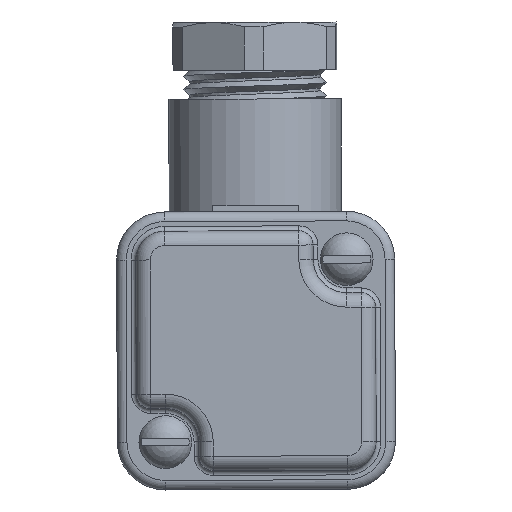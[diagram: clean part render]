
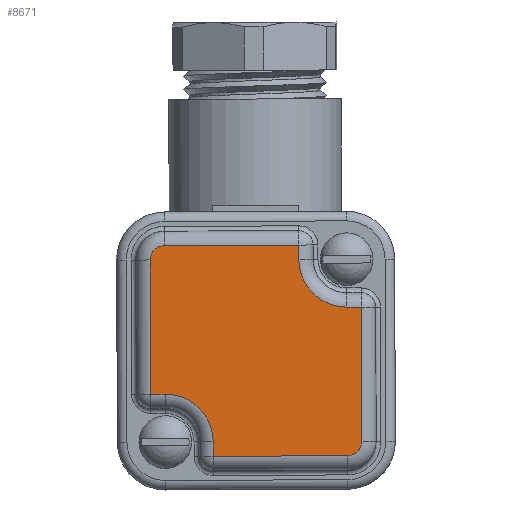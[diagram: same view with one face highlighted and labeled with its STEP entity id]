
A CAD part, left-side view. The second image highlights one B-rep face of the part: STEP entity #8671.
In plain terms, the highlighted face is planar.
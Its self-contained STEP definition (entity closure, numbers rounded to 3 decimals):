
#569=PLANE('',#10630);
#1082=LINE('',#19477,#1720);
#1083=LINE('',#19479,#1721);
#1084=LINE('',#19483,#1722);
#1085=LINE('',#19485,#1723);
#1086=LINE('',#19489,#1724);
#1087=LINE('',#19491,#1725);
#1088=LINE('',#19495,#1726);
#1089=LINE('',#19497,#1727);
#1720=VECTOR('',#12675,1000.);
#1721=VECTOR('',#12676,1000.);
#1722=VECTOR('',#12679,1000.);
#1723=VECTOR('',#12680,1000.);
#1724=VECTOR('',#12683,1000.);
#1725=VECTOR('',#12684,1000.);
#1726=VECTOR('',#12687,1000.);
#1727=VECTOR('',#12688,1000.);
#3340=ORIENTED_EDGE('',*,*,#5083,.T.);
#3341=ORIENTED_EDGE('',*,*,#5084,.T.);
#3342=ORIENTED_EDGE('',*,*,#5085,.T.);
#3343=ORIENTED_EDGE('',*,*,#5086,.T.);
#3344=ORIENTED_EDGE('',*,*,#5087,.T.);
#3345=ORIENTED_EDGE('',*,*,#5088,.T.);
#3346=ORIENTED_EDGE('',*,*,#5089,.T.);
#3347=ORIENTED_EDGE('',*,*,#5090,.T.);
#3348=ORIENTED_EDGE('',*,*,#5091,.T.);
#3349=ORIENTED_EDGE('',*,*,#5092,.T.);
#3350=ORIENTED_EDGE('',*,*,#5093,.T.);
#3351=ORIENTED_EDGE('',*,*,#5094,.T.);
#5083=EDGE_CURVE('',#6077,#6078,#6627,.T.);
#5084=EDGE_CURVE('',#6078,#6079,#1082,.T.);
#5085=EDGE_CURVE('',#6079,#6080,#1083,.F.);
#5086=EDGE_CURVE('',#6080,#6081,#6628,.F.);
#5087=EDGE_CURVE('',#6081,#6082,#1084,.F.);
#5088=EDGE_CURVE('',#6082,#6083,#1085,.F.);
#5089=EDGE_CURVE('',#6083,#6084,#6629,.T.);
#5090=EDGE_CURVE('',#6084,#6085,#1086,.F.);
#5091=EDGE_CURVE('',#6085,#6086,#1087,.T.);
#5092=EDGE_CURVE('',#6086,#6087,#6630,.F.);
#5093=EDGE_CURVE('',#6087,#6088,#1088,.T.);
#5094=EDGE_CURVE('',#6088,#6077,#1089,.T.);
#6077=VERTEX_POINT('',#19475);
#6078=VERTEX_POINT('',#19476);
#6079=VERTEX_POINT('',#19478);
#6080=VERTEX_POINT('',#19480);
#6081=VERTEX_POINT('',#19482);
#6082=VERTEX_POINT('',#19484);
#6083=VERTEX_POINT('',#19486);
#6084=VERTEX_POINT('',#19488);
#6085=VERTEX_POINT('',#19490);
#6086=VERTEX_POINT('',#19492);
#6087=VERTEX_POINT('',#19494);
#6088=VERTEX_POINT('',#19496);
#6627=CIRCLE('',#10631,1.5);
#6628=CIRCLE('',#10632,5.);
#6629=CIRCLE('',#10633,1.5);
#6630=CIRCLE('',#10634,5.);
#7245=EDGE_LOOP('',(#3340,#3341,#3342,#3343,#3344,#3345,#3346,#3347,#3348,
#3349,#3350,#3351));
#7933=FACE_BOUND('',#7245,.T.);
#8671=ADVANCED_FACE('',(#7933),#569,.T.);
#10630=AXIS2_PLACEMENT_3D('',#19473,#12671,#12672);
#10631=AXIS2_PLACEMENT_3D('',#19474,#12673,#12674);
#10632=AXIS2_PLACEMENT_3D('',#19481,#12677,#12678);
#10633=AXIS2_PLACEMENT_3D('',#19487,#12681,#12682);
#10634=AXIS2_PLACEMENT_3D('',#19493,#12685,#12686);
#12671=DIRECTION('',(0.,-1.,0.));
#12672=DIRECTION('',(0.,0.,-1.));
#12673=DIRECTION('',(0.,-1.,0.));
#12674=DIRECTION('',(0.,0.,-1.));
#12675=DIRECTION('',(-1.,0.,0.));
#12676=DIRECTION('',(0.,0.,1.));
#12677=DIRECTION('',(0.,-1.,0.));
#12678=DIRECTION('',(0.,0.,-1.));
#12679=DIRECTION('',(1.,0.,0.));
#12680=DIRECTION('',(0.,0.,1.));
#12681=DIRECTION('',(0.,-1.,0.));
#12682=DIRECTION('',(0.,0.,-1.));
#12683=DIRECTION('',(-1.,0.,0.));
#12684=DIRECTION('',(0.,0.,1.));
#12685=DIRECTION('',(0.,-1.,0.));
#12686=DIRECTION('',(0.,0.,-1.));
#12687=DIRECTION('',(1.,0.,0.));
#12688=DIRECTION('',(0.,0.,1.));
#19473=CARTESIAN_POINT('',(-9.5,-1.5,9.5));
#19474=CARTESIAN_POINT('',(9.5,-1.5,9.5));
#19475=CARTESIAN_POINT('',(11.,-1.5,9.5));
#19476=CARTESIAN_POINT('',(9.5,-1.5,11.));
#19477=CARTESIAN_POINT('',(-9.5,-1.5,11.));
#19478=CARTESIAN_POINT('',(-4.5,-1.5,11.));
#19479=CARTESIAN_POINT('',(-4.5,-1.5,9.5));
#19480=CARTESIAN_POINT('',(-4.5,-1.5,9.5));
#19481=CARTESIAN_POINT('',(-9.5,-1.5,9.5));
#19482=CARTESIAN_POINT('',(-9.5,-1.5,4.5));
#19483=CARTESIAN_POINT('',(-9.5,-1.5,4.5));
#19484=CARTESIAN_POINT('',(-11.,-1.5,4.5));
#19485=CARTESIAN_POINT('',(-11.,-1.5,9.5));
#19486=CARTESIAN_POINT('',(-11.,-1.5,-9.5));
#19487=CARTESIAN_POINT('',(-9.5,-1.5,-9.5));
#19488=CARTESIAN_POINT('',(-9.5,-1.5,-11.));
#19489=CARTESIAN_POINT('',(-9.5,-1.5,-11.));
#19490=CARTESIAN_POINT('',(4.5,-1.5,-11.));
#19491=CARTESIAN_POINT('',(4.5,-1.5,9.5));
#19492=CARTESIAN_POINT('',(4.5,-1.5,-9.5));
#19493=CARTESIAN_POINT('',(9.5,-1.5,-9.5));
#19494=CARTESIAN_POINT('',(9.5,-1.5,-4.5));
#19495=CARTESIAN_POINT('',(-9.5,-1.5,-4.5));
#19496=CARTESIAN_POINT('',(11.,-1.5,-4.5));
#19497=CARTESIAN_POINT('',(11.,-1.5,9.5));
